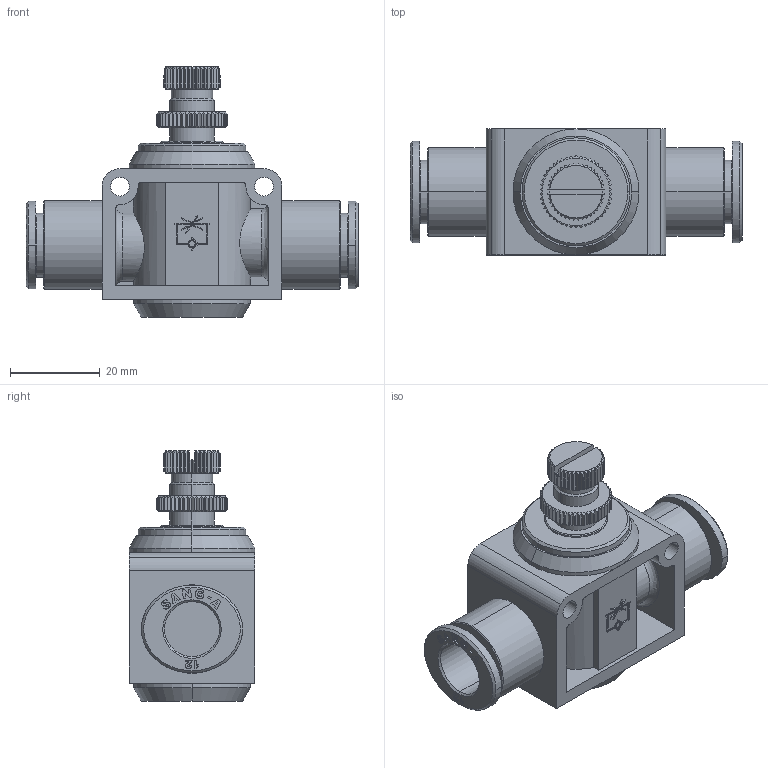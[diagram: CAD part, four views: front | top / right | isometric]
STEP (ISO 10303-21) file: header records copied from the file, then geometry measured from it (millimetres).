
FILE_DESCRIPTION((''),'2;1');
FILE_NAME('GNSF 12(3D).stp','2012-12-17T13:50:23',(''),(''),'Mechanical Desktop.R8.0.24.0','Mechanical Desktop.R8.0.24.0',', , ');
FILE_SCHEMA(('CONFIG_CONTROL_DESIGN'));
Length unit declared in the file: millimetre
Products named in the file (2): GNSF 12(3D); ºÎÇ°1
Assembly tree (1 placements, depth 2):
  GNSF 12(3D)
    ºÎÇ°1
Bounding box: 73.8 x 28 x 55.6 mm (x, y, z)
Volume: 36567 mm3; surface area: 14768.5 mm2
Topology: 1 solids, 1 shells, 1328 faces, 3644 edges, 2360 vertices
Faces by surface type: plane 927, cylinder 259, cone 122, bspline 20
Entity records: 43249 total; most frequent: CARTESIAN_POINT 10579, ORIENTED_EDGE 7286, DIRECTION 6184, EDGE_CURVE 3643, VECTOR 2600, LINE 2600, VERTEX_POINT 2358, AXIS2_PLACEMENT_3D 1792
